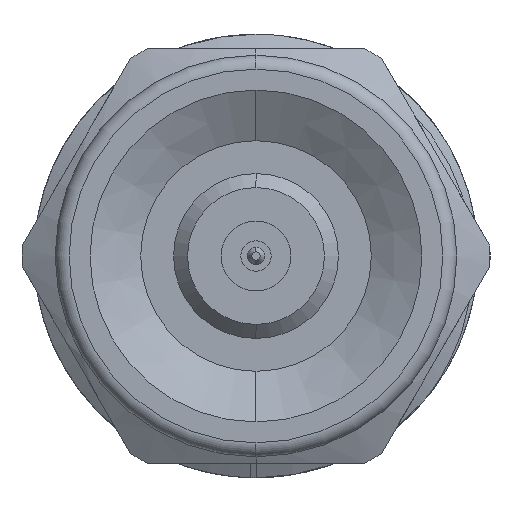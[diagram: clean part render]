
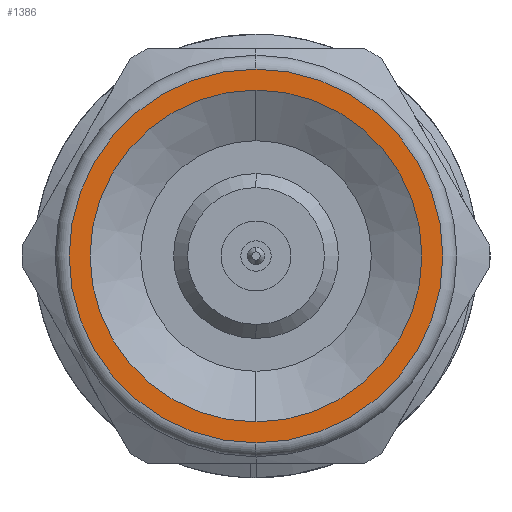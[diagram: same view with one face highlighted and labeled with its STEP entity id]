
A CAD part, left-side view. The second image highlights one B-rep face of the part: STEP entity #1386.
In plain terms, the highlighted planar face has unit normal (-1, 0, 0).
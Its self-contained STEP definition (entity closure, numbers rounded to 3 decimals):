
#39 = DIRECTION ( 'NONE',  ( 0., 0., 1. ) ) ;
#187 = EDGE_CURVE ( 'NONE', #1614, #1089, #4170, .T. ) ;
#251 = CARTESIAN_POINT ( 'NONE',  ( 0., 0., 0. ) ) ;
#469 = AXIS2_PLACEMENT_3D ( 'NONE', #251, #3530, #5092 ) ;
#532 = CARTESIAN_POINT ( 'NONE',  ( 0., 0., 0. ) ) ;
#854 = AXIS2_PLACEMENT_3D ( 'NONE', #3473, #1019, #39 ) ;
#1019 = DIRECTION ( 'NONE',  ( -1., 0., 0. ) ) ;
#1089 = VERTEX_POINT ( 'NONE', #5022 ) ;
#1097 = DIRECTION ( 'NONE',  ( 0., 0., 1. ) ) ;
#1167 = AXIS2_PLACEMENT_3D ( 'NONE', #532, #1477, #4389 ) ;
#1386 = ADVANCED_FACE ( 'NONE', ( #4274, #5175 ), #1836, .F. ) ;
#1477 = DIRECTION ( 'NONE',  ( -1., 0., 0. ) ) ;
#1566 = CARTESIAN_POINT ( 'NONE',  ( 0., 0., 0. ) ) ;
#1614 = VERTEX_POINT ( 'NONE', #2714 ) ;
#1767 = CIRCLE ( 'NONE', #1167, 2.375 ) ;
#1836 = PLANE ( 'NONE',  #4576 ) ;
#2077 = VERTEX_POINT ( 'NONE', #2303 ) ;
#2303 = CARTESIAN_POINT ( 'NONE',  ( 0., 0., -2.375 ) ) ;
#2317 = DIRECTION ( 'NONE',  ( 0., 1., 0. ) ) ;
#2714 = CARTESIAN_POINT ( 'NONE',  ( 0., 0., 2.675 ) ) ;
#2724 = EDGE_CURVE ( 'NONE', #1089, #1614, #4289, .T. ) ;
#2756 = CARTESIAN_POINT ( 'NONE',  ( 0., 0., 0. ) ) ;
#2980 = EDGE_LOOP ( 'NONE', ( #4620, #5790 ) ) ;
#3093 = CARTESIAN_POINT ( 'NONE',  ( 0., 0., 2.375 ) ) ;
#3270 = ORIENTED_EDGE ( 'NONE', *, *, #187, .T. ) ;
#3473 = CARTESIAN_POINT ( 'NONE',  ( 0., 0., 0. ) ) ;
#3493 = DIRECTION ( 'NONE',  ( -1., 0., 0. ) ) ;
#3530 = DIRECTION ( 'NONE',  ( -1., 0., 0. ) ) ;
#4000 = EDGE_CURVE ( 'NONE', #2077, #4115, #4916, .T. ) ;
#4115 = VERTEX_POINT ( 'NONE', #3093 ) ;
#4170 = CIRCLE ( 'NONE', #854, 2.675 ) ;
#4270 = EDGE_CURVE ( 'NONE', #4115, #2077, #1767, .T. ) ;
#4274 = FACE_BOUND ( 'NONE', #2980, .T. ) ;
#4289 = CIRCLE ( 'NONE', #6208, 2.675 ) ;
#4389 = DIRECTION ( 'NONE',  ( 0., 0., 1. ) ) ;
#4576 = AXIS2_PLACEMENT_3D ( 'NONE', #2756, #6179, #2317 ) ;
#4620 = ORIENTED_EDGE ( 'NONE', *, *, #4270, .F. ) ;
#4672 = ORIENTED_EDGE ( 'NONE', *, *, #2724, .T. ) ;
#4916 = CIRCLE ( 'NONE', #469, 2.375 ) ;
#5022 = CARTESIAN_POINT ( 'NONE',  ( 0., 0., -2.675 ) ) ;
#5092 = DIRECTION ( 'NONE',  ( 0., 0., 1. ) ) ;
#5175 = FACE_OUTER_BOUND ( 'NONE', #5837, .T. ) ;
#5790 = ORIENTED_EDGE ( 'NONE', *, *, #4000, .F. ) ;
#5837 = EDGE_LOOP ( 'NONE', ( #3270, #4672 ) ) ;
#6179 = DIRECTION ( 'NONE',  ( 1., 0., 0. ) ) ;
#6208 = AXIS2_PLACEMENT_3D ( 'NONE', #1566, #3493, #1097 ) ;
